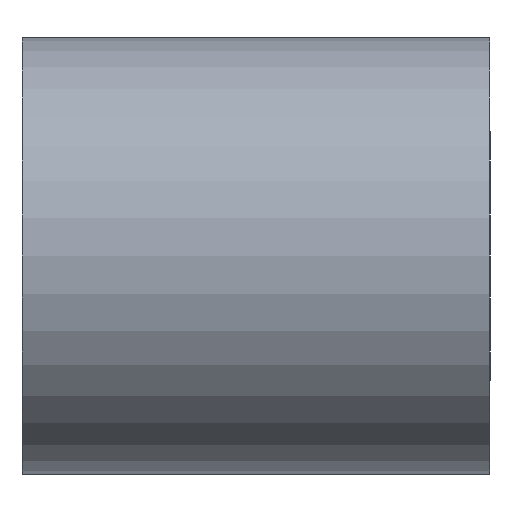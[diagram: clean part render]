
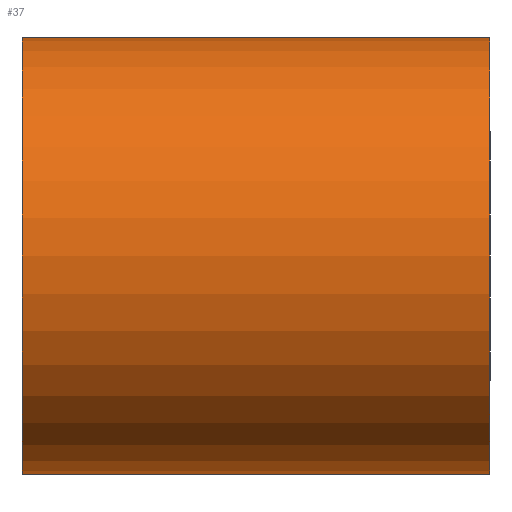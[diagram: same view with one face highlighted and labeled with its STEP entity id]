
A CAD part, left-side view. The second image highlights one B-rep face of the part: STEP entity #37.
In plain terms, the highlighted cylindrical face has radius 7 mm (diameter 14 mm), a full revolution.
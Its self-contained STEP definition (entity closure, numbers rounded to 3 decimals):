
#4 = VERTEX_POINT ( 'NONE', #234 ) ;
#18 = CARTESIAN_POINT ( 'NONE',  ( 0., 9.5, -7. ) ) ;
#24 = ORIENTED_EDGE ( 'NONE', *, *, #222, .T. ) ;
#33 = CYLINDRICAL_SURFACE ( 'NONE', #92, 7. ) ;
#37 = ADVANCED_FACE ( 'NONE', ( #227, #310 ), #33, .T. ) ;
#57 = ORIENTED_EDGE ( 'NONE', *, *, #262, .F. ) ;
#61 = AXIS2_PLACEMENT_3D ( 'NONE', #264, #254, #253 ) ;
#62 = CIRCLE ( 'NONE', #125, 7. ) ;
#70 = CIRCLE ( 'NONE', #86, 7. ) ;
#73 = CARTESIAN_POINT ( 'NONE',  ( 0., 15., 7. ) ) ;
#82 = VERTEX_POINT ( 'NONE', #18 ) ;
#86 = AXIS2_PLACEMENT_3D ( 'NONE', #206, #204, #203 ) ;
#92 = AXIS2_PLACEMENT_3D ( 'NONE', #261, #159, #250 ) ;
#114 = VERTEX_POINT ( 'NONE', #73 ) ;
#125 = AXIS2_PLACEMENT_3D ( 'NONE', #187, #185, #179 ) ;
#132 = ORIENTED_EDGE ( 'NONE', *, *, #298, .T. ) ;
#149 = CIRCLE ( 'NONE', #61, 7. ) ;
#156 = ORIENTED_EDGE ( 'NONE', *, *, #280, .F. ) ;
#159 = DIRECTION ( 'NONE',  ( 0., -1., 0. ) ) ;
#164 = VECTOR ( 'NONE', #271, 1000. ) ;
#167 = EDGE_LOOP ( 'NONE', ( #323, #57, #132, #24 ) ) ;
#171 = VERTEX_POINT ( 'NONE', #360 ) ;
#179 = DIRECTION ( 'NONE',  ( 0., 0., 1. ) ) ;
#185 = DIRECTION ( 'NONE',  ( 0., 1., 0. ) ) ;
#187 = CARTESIAN_POINT ( 'NONE',  ( 0., 9.5, 0. ) ) ;
#189 = CARTESIAN_POINT ( 'NONE',  ( 0., 0., 7. ) ) ;
#203 = DIRECTION ( 'NONE',  ( 0., 0., 1. ) ) ;
#204 = DIRECTION ( 'NONE',  ( 0., 1., 0. ) ) ;
#206 = CARTESIAN_POINT ( 'NONE',  ( 0., 15., 0. ) ) ;
#210 = LINE ( 'NONE', #326, #303 ) ;
#215 = LINE ( 'NONE', #288, #164 ) ;
#220 = DIRECTION ( 'NONE',  ( 0., -1., 0. ) ) ;
#222 = EDGE_CURVE ( 'NONE', #82, #171, #210, .T. ) ;
#227 = FACE_OUTER_BOUND ( 'NONE', #167, .T. ) ;
#234 = CARTESIAN_POINT ( 'NONE',  ( 0., 9.5, 7. ) ) ;
#236 = EDGE_LOOP ( 'NONE', ( #156 ) ) ;
#238 = EDGE_CURVE ( 'NONE', #171, #311, #149, .T. ) ;
#250 = DIRECTION ( 'NONE',  ( 0., 0., -1. ) ) ;
#253 = DIRECTION ( 'NONE',  ( 0., 0., 1. ) ) ;
#254 = DIRECTION ( 'NONE',  ( 0., 1., 0. ) ) ;
#261 = CARTESIAN_POINT ( 'NONE',  ( 0., 9.5, 0. ) ) ;
#262 = EDGE_CURVE ( 'NONE', #4, #311, #215, .T. ) ;
#264 = CARTESIAN_POINT ( 'NONE',  ( 0., 0., 0. ) ) ;
#271 = DIRECTION ( 'NONE',  ( 0., -1., 0. ) ) ;
#280 = EDGE_CURVE ( 'NONE', #114, #114, #70, .T. ) ;
#288 = CARTESIAN_POINT ( 'NONE',  ( 0., 9.5, 7. ) ) ;
#298 = EDGE_CURVE ( 'NONE', #4, #82, #62, .T. ) ;
#303 = VECTOR ( 'NONE', #220, 1000. ) ;
#310 = FACE_OUTER_BOUND ( 'NONE', #236, .T. ) ;
#311 = VERTEX_POINT ( 'NONE', #189 ) ;
#323 = ORIENTED_EDGE ( 'NONE', *, *, #238, .T. ) ;
#326 = CARTESIAN_POINT ( 'NONE',  ( 0., 9.5, -7. ) ) ;
#360 = CARTESIAN_POINT ( 'NONE',  ( 0., 0., -7. ) ) ;
